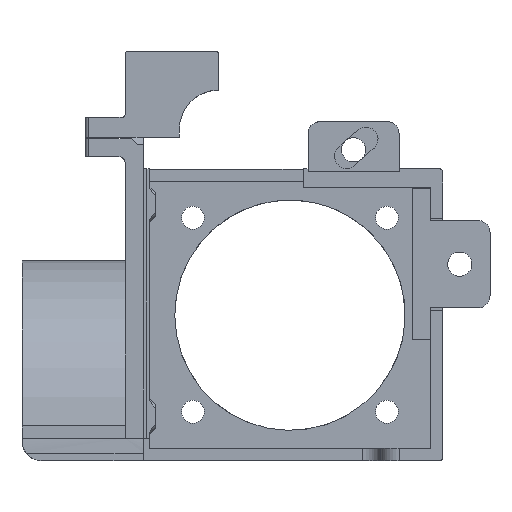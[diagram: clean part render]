
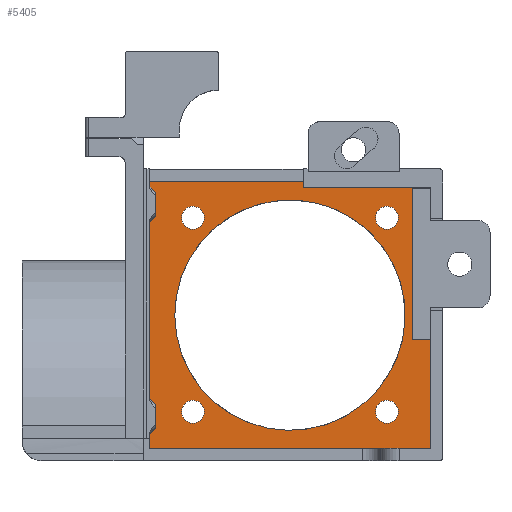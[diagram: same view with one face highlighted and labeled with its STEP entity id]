
A CAD part, top view. The second image highlights one B-rep face of the part: STEP entity #5405.
In plain terms, the highlighted planar face has unit normal (0, 0, 1).
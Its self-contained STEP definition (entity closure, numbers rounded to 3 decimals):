
#51=(
BOUNDED_CURVE()
B_SPLINE_CURVE(2,(#8222,#8223,#8224),.UNSPECIFIED.,.F.,.F.)
B_SPLINE_CURVE_WITH_KNOTS((3,3),(0.,0.152),.UNSPECIFIED.)
CURVE()
GEOMETRIC_REPRESENTATION_ITEM()
RATIONAL_B_SPLINE_CURVE((1.,1.028,1.))
REPRESENTATION_ITEM('')
);
#52=(
BOUNDED_CURVE()
B_SPLINE_CURVE(2,(#8227,#8228,#8229),.UNSPECIFIED.,.F.,.F.)
B_SPLINE_CURVE_WITH_KNOTS((3,3),(0.,0.152),.UNSPECIFIED.)
CURVE()
GEOMETRIC_REPRESENTATION_ITEM()
RATIONAL_B_SPLINE_CURVE((1.,1.028,1.))
REPRESENTATION_ITEM('')
);
#53=(
BOUNDED_CURVE()
B_SPLINE_CURVE(2,(#8231,#8232,#8233),.UNSPECIFIED.,.F.,.F.)
B_SPLINE_CURVE_WITH_KNOTS((3,3),(0.,0.152),.UNSPECIFIED.)
CURVE()
GEOMETRIC_REPRESENTATION_ITEM()
RATIONAL_B_SPLINE_CURVE((1.,1.028,1.))
REPRESENTATION_ITEM('')
);
#54=(
BOUNDED_CURVE()
B_SPLINE_CURVE(2,(#8236,#8237,#8238),.UNSPECIFIED.,.F.,.F.)
B_SPLINE_CURVE_WITH_KNOTS((3,3),(0.,0.152),.UNSPECIFIED.)
CURVE()
GEOMETRIC_REPRESENTATION_ITEM()
RATIONAL_B_SPLINE_CURVE((1.,1.028,1.))
REPRESENTATION_ITEM('')
);
#91=FACE_BOUND('',#644,.T.);
#92=FACE_BOUND('',#645,.T.);
#93=FACE_BOUND('',#646,.T.);
#94=FACE_BOUND('',#647,.T.);
#95=FACE_BOUND('',#648,.T.);
#166=PLANE('',#5755);
#346=FACE_OUTER_BOUND('',#643,.T.);
#643=EDGE_LOOP('',(#3895,#3896,#3897,#3898,#3899,#3900,#3901,#3902,#3903,
#3904,#3905,#3906,#3907));
#644=EDGE_LOOP('',(#3908,#3909));
#645=EDGE_LOOP('',(#3910));
#646=EDGE_LOOP('',(#3911));
#647=EDGE_LOOP('',(#3912));
#648=EDGE_LOOP('',(#3913));
#1006=LINE('',#8092,#1541);
#1007=LINE('',#8096,#1542);
#1008=LINE('',#8100,#1543);
#1030=LINE('',#8226,#1565);
#1031=LINE('',#8235,#1566);
#1032=LINE('',#8240,#1567);
#1033=LINE('',#8242,#1568);
#1034=LINE('',#8244,#1569);
#1035=LINE('',#8245,#1570);
#1541=VECTOR('',#6393,10.);
#1542=VECTOR('',#6396,10.);
#1543=VECTOR('',#6399,10.);
#1565=VECTOR('',#6521,10.);
#1566=VECTOR('',#6522,10.);
#1567=VECTOR('',#6523,10.);
#1568=VECTOR('',#6524,10.);
#1569=VECTOR('',#6525,10.);
#1570=VECTOR('',#6526,10.);
#2033=CIRCLE('',#5720,1.895);
#2034=CIRCLE('',#5722,1.895);
#2036=CIRCLE('',#5725,1.895);
#2038=CIRCLE('',#5728,1.895);
#2044=CIRCLE('',#5736,19.);
#2045=CIRCLE('',#5737,19.);
#2331=VERTEX_POINT('',#8089);
#2332=VERTEX_POINT('',#8091);
#2333=VERTEX_POINT('',#8093);
#2334=VERTEX_POINT('',#8095);
#2335=VERTEX_POINT('',#8097);
#2336=VERTEX_POINT('',#8099);
#2347=VERTEX_POINT('',#8143);
#2348=VERTEX_POINT('',#8147);
#2350=VERTEX_POINT('',#8153);
#2352=VERTEX_POINT('',#8159);
#2359=VERTEX_POINT('',#8175);
#2360=VERTEX_POINT('',#8177);
#2374=VERTEX_POINT('',#8221);
#2375=VERTEX_POINT('',#8225);
#2376=VERTEX_POINT('',#8230);
#2377=VERTEX_POINT('',#8234);
#2378=VERTEX_POINT('',#8239);
#2379=VERTEX_POINT('',#8241);
#2380=VERTEX_POINT('',#8243);
#2898=EDGE_CURVE('',#2331,#2332,#1006,.T.);
#2900=EDGE_CURVE('',#2333,#2334,#1007,.T.);
#2902=EDGE_CURVE('',#2335,#2336,#1008,.T.);
#2921=EDGE_CURVE('',#2347,#2347,#2033,.T.);
#2922=EDGE_CURVE('',#2348,#2348,#2034,.T.);
#2925=EDGE_CURVE('',#2350,#2350,#2036,.T.);
#2928=EDGE_CURVE('',#2352,#2352,#2038,.T.);
#2936=EDGE_CURVE('',#2360,#2359,#2044,.T.);
#2937=EDGE_CURVE('',#2359,#2360,#2045,.T.);
#2959=EDGE_CURVE('',#2335,#2374,#51,.T.);
#2960=EDGE_CURVE('',#2374,#2375,#1030,.T.);
#2961=EDGE_CURVE('',#2375,#2334,#52,.T.);
#2962=EDGE_CURVE('',#2333,#2376,#53,.T.);
#2963=EDGE_CURVE('',#2376,#2377,#1031,.T.);
#2964=EDGE_CURVE('',#2377,#2332,#54,.T.);
#2965=EDGE_CURVE('',#2331,#2378,#1032,.T.);
#2966=EDGE_CURVE('',#2378,#2379,#1033,.T.);
#2967=EDGE_CURVE('',#2379,#2380,#1034,.T.);
#2968=EDGE_CURVE('',#2380,#2336,#1035,.T.);
#3895=ORIENTED_EDGE('',*,*,#2959,.T.);
#3896=ORIENTED_EDGE('',*,*,#2960,.T.);
#3897=ORIENTED_EDGE('',*,*,#2961,.T.);
#3898=ORIENTED_EDGE('',*,*,#2900,.F.);
#3899=ORIENTED_EDGE('',*,*,#2962,.T.);
#3900=ORIENTED_EDGE('',*,*,#2963,.T.);
#3901=ORIENTED_EDGE('',*,*,#2964,.T.);
#3902=ORIENTED_EDGE('',*,*,#2898,.F.);
#3903=ORIENTED_EDGE('',*,*,#2965,.T.);
#3904=ORIENTED_EDGE('',*,*,#2966,.T.);
#3905=ORIENTED_EDGE('',*,*,#2967,.T.);
#3906=ORIENTED_EDGE('',*,*,#2968,.T.);
#3907=ORIENTED_EDGE('',*,*,#2902,.F.);
#3908=ORIENTED_EDGE('',*,*,#2936,.T.);
#3909=ORIENTED_EDGE('',*,*,#2937,.T.);
#3910=ORIENTED_EDGE('',*,*,#2921,.T.);
#3911=ORIENTED_EDGE('',*,*,#2922,.T.);
#3912=ORIENTED_EDGE('',*,*,#2928,.T.);
#3913=ORIENTED_EDGE('',*,*,#2925,.T.);
#5405=ADVANCED_FACE('',(#346,#91,#92,#93,#94,#95),#166,.T.);
#5720=AXIS2_PLACEMENT_3D('',#8145,#6435,#6436);
#5722=AXIS2_PLACEMENT_3D('',#8148,#6439,#6440);
#5725=AXIS2_PLACEMENT_3D('',#8154,#6446,#6447);
#5728=AXIS2_PLACEMENT_3D('',#8160,#6453,#6454);
#5736=AXIS2_PLACEMENT_3D('',#8178,#6471,#6472);
#5737=AXIS2_PLACEMENT_3D('',#8179,#6473,#6474);
#5755=AXIS2_PLACEMENT_3D('',#8220,#6519,#6520);
#6393=DIRECTION('',(0.,1.,0.));
#6396=DIRECTION('',(0.,1.,0.));
#6399=DIRECTION('',(0.,1.,0.));
#6435=DIRECTION('center_axis',(0.,0.,-1.));
#6436=DIRECTION('ref_axis',(1.,0.,0.));
#6439=DIRECTION('center_axis',(0.,0.,-1.));
#6440=DIRECTION('ref_axis',(1.,0.,0.));
#6446=DIRECTION('center_axis',(0.,0.,-1.));
#6447=DIRECTION('ref_axis',(1.,0.,0.));
#6453=DIRECTION('center_axis',(0.,0.,-1.));
#6454=DIRECTION('ref_axis',(1.,0.,0.));
#6471=DIRECTION('center_axis',(0.,0.,-1.));
#6472=DIRECTION('ref_axis',(1.,0.,0.));
#6473=DIRECTION('center_axis',(0.,0.,-1.));
#6474=DIRECTION('ref_axis',(1.,0.,0.));
#6519=DIRECTION('center_axis',(0.,0.,1.));
#6520=DIRECTION('ref_axis',(1.,0.,0.));
#6521=DIRECTION('',(0.,-1.,0.));
#6522=DIRECTION('',(0.,-1.,0.));
#6523=DIRECTION('',(1.,0.,0.));
#6524=DIRECTION('',(0.,1.,0.));
#6525=DIRECTION('',(0.,1.,0.));
#6526=DIRECTION('',(-1.,0.,0.));
#8089=CARTESIAN_POINT('',(-24.7,-21.3,3.8));
#8091=CARTESIAN_POINT('',(-24.7,-18.75,3.8));
#8092=CARTESIAN_POINT('',(-24.7,0.375,3.8));
#8093=CARTESIAN_POINT('',(-24.7,-13.25,3.8));
#8095=CARTESIAN_POINT('',(-24.7,16.25,3.8));
#8096=CARTESIAN_POINT('',(-24.7,0.375,3.8));
#8097=CARTESIAN_POINT('',(-24.7,21.75,3.8));
#8099=CARTESIAN_POINT('',(-24.7,22.8,3.8));
#8100=CARTESIAN_POINT('',(-24.7,0.375,3.8));
#8143=CARTESIAN_POINT('',(-19.395,16.8,3.8));
#8145=CARTESIAN_POINT('Origin',(-17.5,16.8,3.8));
#8147=CARTESIAN_POINT('',(-19.395,-15.2,3.8));
#8148=CARTESIAN_POINT('Origin',(-17.5,-15.2,3.8));
#8153=CARTESIAN_POINT('',(12.605,16.8,3.8));
#8154=CARTESIAN_POINT('Origin',(14.5,16.8,3.8));
#8159=CARTESIAN_POINT('',(12.605,-15.2,3.8));
#8160=CARTESIAN_POINT('Origin',(14.5,-15.2,3.8));
#8175=CARTESIAN_POINT('',(-20.5,0.75,3.8));
#8177=CARTESIAN_POINT('',(-0.123,19.7,3.8));
#8178=CARTESIAN_POINT('Origin',(-1.5,0.75,3.8));
#8179=CARTESIAN_POINT('Origin',(-1.5,0.75,3.8));
#8220=CARTESIAN_POINT('Origin',(0.,0.,3.8));
#8221=CARTESIAN_POINT('',(-23.7,20.6,3.8));
#8222=CARTESIAN_POINT('Ctrl Pts',(-24.7,21.75,3.8));
#8223=CARTESIAN_POINT('Ctrl Pts',(-24.068,21.06,3.8));
#8224=CARTESIAN_POINT('Ctrl Pts',(-23.7,20.6,3.8));
#8225=CARTESIAN_POINT('',(-23.7,17.4,3.8));
#8226=CARTESIAN_POINT('',(-23.7,0.375,3.8));
#8227=CARTESIAN_POINT('Ctrl Pts',(-23.7,17.4,3.8));
#8228=CARTESIAN_POINT('Ctrl Pts',(-24.068,16.94,3.8));
#8229=CARTESIAN_POINT('Ctrl Pts',(-24.7,16.25,3.8));
#8230=CARTESIAN_POINT('',(-23.7,-14.4,3.8));
#8231=CARTESIAN_POINT('Ctrl Pts',(-24.7,-13.25,3.8));
#8232=CARTESIAN_POINT('Ctrl Pts',(-24.068,-13.94,3.8));
#8233=CARTESIAN_POINT('Ctrl Pts',(-23.7,-14.4,3.8));
#8234=CARTESIAN_POINT('',(-23.7,-17.6,3.8));
#8235=CARTESIAN_POINT('',(-23.7,0.375,3.8));
#8236=CARTESIAN_POINT('Ctrl Pts',(-23.7,-17.6,3.8));
#8237=CARTESIAN_POINT('Ctrl Pts',(-24.068,-18.06,3.8));
#8238=CARTESIAN_POINT('Ctrl Pts',(-24.7,-18.75,3.8));
#8239=CARTESIAN_POINT('',(21.7,-21.3,3.8));
#8240=CARTESIAN_POINT('',(-11.25,-21.3,3.8));
#8241=CARTESIAN_POINT('',(21.7,22.,3.8));
#8242=CARTESIAN_POINT('',(21.7,-11.8,3.8));
#8243=CARTESIAN_POINT('',(21.7,22.8,3.8));
#8244=CARTESIAN_POINT('',(21.7,11.,3.8));
#8245=CARTESIAN_POINT('',(11.25,22.8,3.8));
